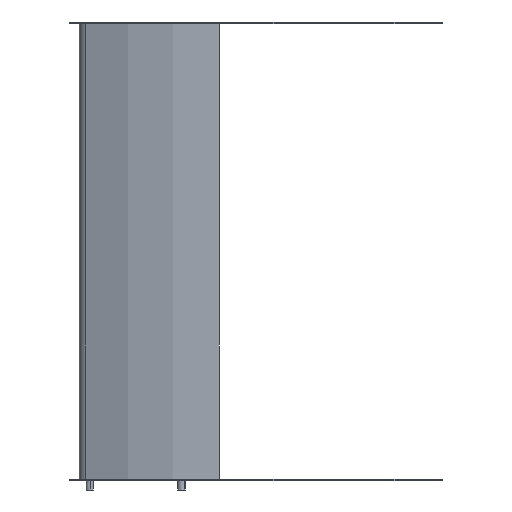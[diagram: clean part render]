
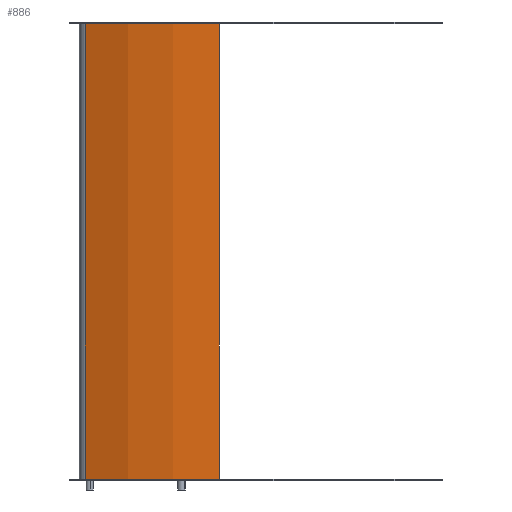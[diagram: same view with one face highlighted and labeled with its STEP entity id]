
A CAD part, front view. The second image highlights one B-rep face of the part: STEP entity #886.
In plain terms, the highlighted cylindrical face has radius 296.933 mm (diameter 593.867 mm), a partial arc.
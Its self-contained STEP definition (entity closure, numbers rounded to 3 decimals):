
#20 = VERTEX_POINT ( 'NONE', #1156 ) ;
#33 = DIRECTION ( 'NONE',  ( 0., 0., -1. ) ) ;
#40 = EDGE_CURVE ( 'NONE', #347, #1045, #638, .T. ) ;
#48 = CARTESIAN_POINT ( 'NONE',  ( -45.873, 118.485, 500. ) ) ;
#81 = ORIENTED_EDGE ( 'NONE', *, *, #449, .T. ) ;
#134 = DIRECTION ( 'NONE',  ( -1., 0., 0. ) ) ;
#153 = CARTESIAN_POINT ( 'NONE',  ( -193.282, 88.164, 500. ) ) ;
#190 = LINE ( 'NONE', #153, #972 ) ;
#216 = VECTOR ( 'NONE', #230, 1000. ) ;
#230 = DIRECTION ( 'NONE',  ( 0., 0., -1. ) ) ;
#264 = DIRECTION ( 'NONE',  ( 0., 0., 1. ) ) ;
#347 = VERTEX_POINT ( 'NONE', #500 ) ;
#402 = VERTEX_POINT ( 'NONE', #1060 ) ;
#438 = EDGE_LOOP ( 'NONE', ( #81, #1017, #822, #513 ) ) ;
#439 = DIRECTION ( 'NONE',  ( -1., 0., 0. ) ) ;
#449 = EDGE_CURVE ( 'NONE', #20, #402, #749, .T. ) ;
#472 = DIRECTION ( 'NONE',  ( -1., 0., 0. ) ) ;
#500 = CARTESIAN_POINT ( 'NONE',  ( -193.282, 88.164, 500. ) ) ;
#513 = ORIENTED_EDGE ( 'NONE', *, *, #1085, .T. ) ;
#534 = DIRECTION ( 'NONE',  ( 0., 0., -1. ) ) ;
#557 = DIRECTION ( 'NONE',  ( 0., 0., 1. ) ) ;
#620 = LINE ( 'NONE', #776, #216 ) ;
#638 = CIRCLE ( 'NONE', #1134, 296.933 ) ;
#728 = CARTESIAN_POINT ( 'NONE',  ( -177.449, 384.675, 0. ) ) ;
#740 = CYLINDRICAL_SURFACE ( 'NONE', #1274, 296.933 ) ;
#749 = CIRCLE ( 'NONE', #1046, 296.933 ) ;
#776 = CARTESIAN_POINT ( 'NONE',  ( -45.873, 118.485, 500. ) ) ;
#822 = ORIENTED_EDGE ( 'NONE', *, *, #40, .F. ) ;
#828 = EDGE_CURVE ( 'NONE', #1045, #402, #620, .T. ) ;
#886 = ADVANCED_FACE ( 'NONE', ( #1075 ), #740, .T. ) ;
#972 = VECTOR ( 'NONE', #534, 1000. ) ;
#1017 = ORIENTED_EDGE ( 'NONE', *, *, #828, .F. ) ;
#1045 = VERTEX_POINT ( 'NONE', #48 ) ;
#1046 = AXIS2_PLACEMENT_3D ( 'NONE', #728, #264, #439 ) ;
#1060 = CARTESIAN_POINT ( 'NONE',  ( -45.873, 118.485, 0. ) ) ;
#1075 = FACE_OUTER_BOUND ( 'NONE', #438, .T. ) ;
#1081 = CARTESIAN_POINT ( 'NONE',  ( -177.449, 384.675, 500. ) ) ;
#1085 = EDGE_CURVE ( 'NONE', #347, #20, #190, .T. ) ;
#1134 = AXIS2_PLACEMENT_3D ( 'NONE', #1081, #557, #472 ) ;
#1156 = CARTESIAN_POINT ( 'NONE',  ( -193.282, 88.164, 0. ) ) ;
#1196 = CARTESIAN_POINT ( 'NONE',  ( -177.449, 384.675, 500. ) ) ;
#1274 = AXIS2_PLACEMENT_3D ( 'NONE', #1196, #33, #134 ) ;
